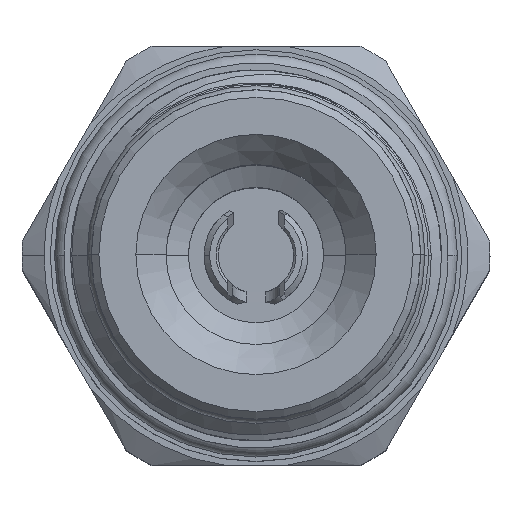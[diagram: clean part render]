
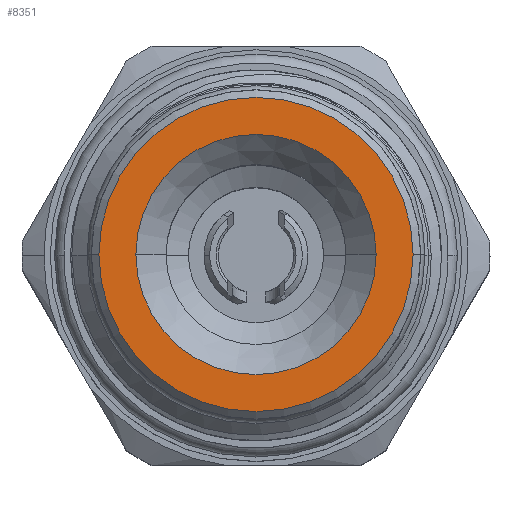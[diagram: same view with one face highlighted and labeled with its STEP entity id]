
A CAD part, top view. The second image highlights one B-rep face of the part: STEP entity #8351.
In plain terms, the highlighted planar face has unit normal (0, 0, 1).
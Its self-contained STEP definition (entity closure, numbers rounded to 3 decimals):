
#1531 = ORIENTED_EDGE ( 'NONE', *, *, #9553, .T. ) ;
#1533 = ORIENTED_EDGE ( 'NONE', *, *, #3814, .T. ) ;
#1534 = ORIENTED_EDGE ( 'NONE', *, *, #9551, .T. ) ;
#1537 = ORIENTED_EDGE ( 'NONE', *, *, #3815, .T. ) ;
#2094 = CIRCLE ( 'NONE', #7750, 6.365 ) ;
#2097 = CIRCLE ( 'NONE', #7751, 8.325 ) ;
#2869 = CARTESIAN_POINT ( 'NONE',  ( 0., 0., 5.928 ) ) ;
#2870 = DIRECTION ( 'NONE',  ( 0., 0., -1. ) ) ;
#2871 = DIRECTION ( 'NONE',  ( -1., 0., 0. ) ) ;
#2873 = CARTESIAN_POINT ( 'NONE',  ( 0., 0., 5.928 ) ) ;
#2874 = DIRECTION ( 'NONE',  ( 0., 0., 1. ) ) ;
#2875 = DIRECTION ( 'NONE',  ( 1., 0., 0. ) ) ;
#3814 = EDGE_CURVE ( 'NONE', #5282, #5039, #11161, .T. ) ;
#3815 = EDGE_CURVE ( 'NONE', #5508, #4951, #11162, .T. ) ;
#4951 = VERTEX_POINT ( 'NONE', #8747 ) ;
#5039 = VERTEX_POINT ( 'NONE', #8781 ) ;
#5282 = VERTEX_POINT ( 'NONE', #8853 ) ;
#5508 = VERTEX_POINT ( 'NONE', #8881 ) ;
#7579 = AXIS2_PLACEMENT_3D ( 'NONE', #8040, #8041, #8042 ) ;
#7580 = AXIS2_PLACEMENT_3D ( 'NONE', #8043, #8044, #8045 ) ;
#7587 = AXIS2_PLACEMENT_3D ( 'NONE', #8885, #8893, #8894 ) ;
#7750 = AXIS2_PLACEMENT_3D ( 'NONE', #2869, #2870, #2871 ) ;
#7751 = AXIS2_PLACEMENT_3D ( 'NONE', #2873, #2874, #2875 ) ;
#8040 = CARTESIAN_POINT ( 'NONE',  ( 0., 0., 5.928 ) ) ;
#8041 = DIRECTION ( 'NONE',  ( 0., 0., -1. ) ) ;
#8042 = DIRECTION ( 'NONE',  ( -1., 0., 0. ) ) ;
#8043 = CARTESIAN_POINT ( 'NONE',  ( 0., 0., 5.928 ) ) ;
#8044 = DIRECTION ( 'NONE',  ( 0., 0., 1. ) ) ;
#8045 = DIRECTION ( 'NONE',  ( 1., 0., 0. ) ) ;
#8351 = ADVANCED_FACE ( 'NONE', ( #11171, #11167 ), #8891, .F. ) ;
#8747 = CARTESIAN_POINT ( 'NONE',  ( 8.325, 0., 5.928 ) ) ;
#8781 = CARTESIAN_POINT ( 'NONE',  ( 6.365, 0., 5.928 ) ) ;
#8853 = CARTESIAN_POINT ( 'NONE',  ( -6.365, 0., 5.928 ) ) ;
#8881 = CARTESIAN_POINT ( 'NONE',  ( -8.325, 0., 5.928 ) ) ;
#8885 = CARTESIAN_POINT ( 'NONE',  ( 0., 0., 5.928 ) ) ;
#8891 = PLANE ( 'NONE',  #7587 ) ;
#8893 = DIRECTION ( 'NONE',  ( 0., 0., -1. ) ) ;
#8894 = DIRECTION ( 'NONE',  ( -1., 0., 0. ) ) ;
#9153 = EDGE_LOOP ( 'NONE', ( #1534, #1533 ) ) ;
#9551 = EDGE_CURVE ( 'NONE', #5039, #5282, #2094, .T. ) ;
#9553 = EDGE_CURVE ( 'NONE', #4951, #5508, #2097, .T. ) ;
#10488 = EDGE_LOOP ( 'NONE', ( #1537, #1531 ) ) ;
#11161 = CIRCLE ( 'NONE', #7579, 6.365 ) ;
#11162 = CIRCLE ( 'NONE', #7580, 8.325 ) ;
#11167 = FACE_OUTER_BOUND ( 'NONE', #10488, .T. ) ;
#11171 = FACE_BOUND ( 'NONE', #9153, .T. ) ;
